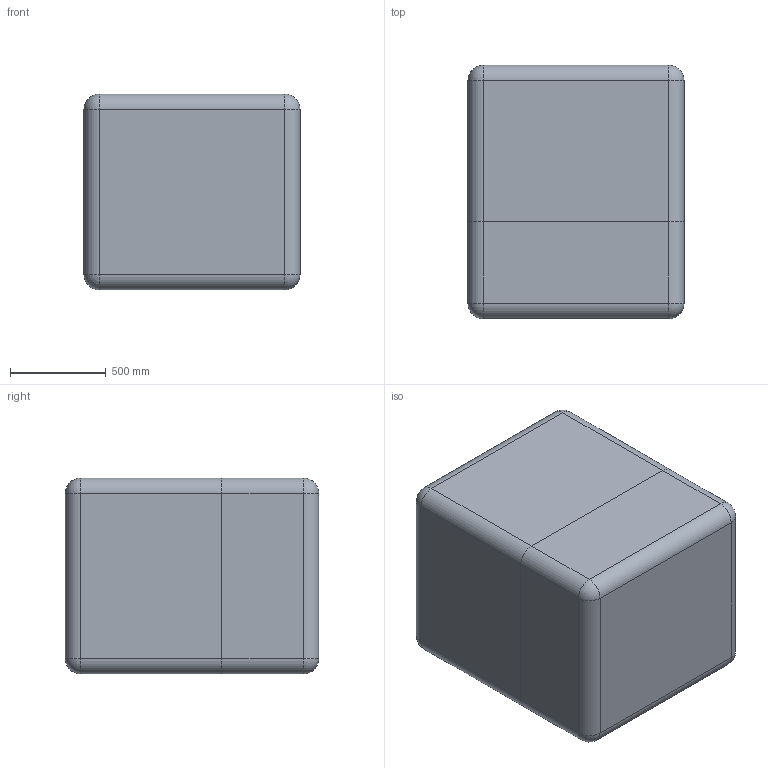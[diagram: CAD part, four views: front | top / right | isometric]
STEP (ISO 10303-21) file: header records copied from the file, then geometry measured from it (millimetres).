
FILE_DESCRIPTION (( 'STEP AP214' ), '1' );
FILE_NAME ('Òðàíñïîðòíûé êîíòåéíåð ÀÄÌÈÐÀË®ÏÐÎÔÅÑÑÈÎÍÀËÜÍÛÅ 216_óïðîùåííàÿ 3D-ìîäåëü.STEP', '2025-09-02T07:31:30', ( '' ), ( '' ), 'SwSTEP 2.0', 'SolidWorks 2021', '' );
FILE_SCHEMA (( 'AUTOMOTIVE_DESIGN' ));
Length unit declared in the file: millimetre
Products named in the file (3): Base 216-1; Òðàíñïîðòíûé êîíòåéíåð ÀÄÌÈÐÀË®ÏÐÎÔÅÑÑÈÎÍÀËÜÍÛÅ 216_óïðîùåííàÿ 3D-ìîäåëü; Lid 216-1
Assembly tree (2 placements, depth 2):
  Òðàíñïîðòíûé êîíòåéíåð ÀÄÌÈÐÀË®ÏÐÎÔÅÑÑÈÎÍÀËÜÍÛÅ 216_óïðîùåííàÿ 3D-ìîäåëü
    Base 216-1
    Lid 216-1
Bounding box: 1126.32 x 1321.11 x 1021.07 mm (x, y, z)
Volume: 439084246.5 mm3; surface area: 16569452 mm2
Topology: 2 solids, 2 shells, 2110 faces, 5288 edges, 3016 vertices
Faces by surface type: cylinder 848, bspline 464, plane 406, torus 336, sphere 32, cone 24
Entity records: 76115 total; most frequent: CARTESIAN_POINT 29886, ORIENTED_EDGE 10288, DIRECTION 9186, EDGE_CURVE 5144, AXIS2_PLACEMENT_3D 3627, VERTEX_POINT 3016, EDGE_LOOP 2112, FACE_OUTER_BOUND 2110
